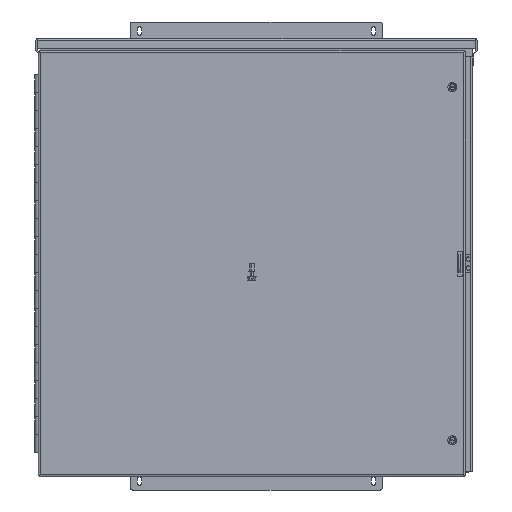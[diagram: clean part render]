
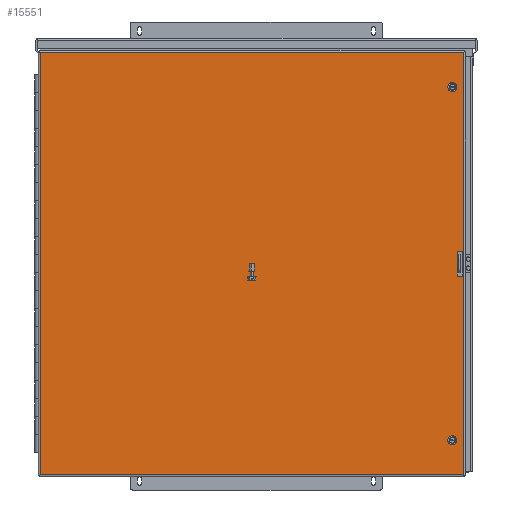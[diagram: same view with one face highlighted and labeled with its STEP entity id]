
A CAD part, front view. The second image highlights one B-rep face of the part: STEP entity #15551.
In plain terms, the highlighted planar face has unit normal (0, -1, 0).
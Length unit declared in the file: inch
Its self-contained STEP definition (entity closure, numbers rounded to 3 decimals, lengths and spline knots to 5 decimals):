
#532 = CARTESIAN_POINT ( 'NONE',  ( 11.508, -8.172, -12.163 ) ) ;
#597 = CARTESIAN_POINT ( 'NONE',  ( 11.017, -8.172, -10.241 ) ) ;
#644 = EDGE_LOOP ( 'NONE', ( #8992, #22252, #22415, #21337 ) ) ;
#786 = VERTEX_POINT ( 'NONE', #6881 ) ;
#818 = CARTESIAN_POINT ( 'NONE',  ( -12.026, -8.172, 11.306 ) ) ;
#1237 = VECTOR ( 'NONE', #13070, 39.37008 ) ;
#1376 = VERTEX_POINT ( 'NONE', #7815 ) ;
#1628 = VERTEX_POINT ( 'NONE', #818 ) ;
#1786 = VERTEX_POINT ( 'NONE', #13929 ) ;
#1981 = EDGE_LOOP ( 'NONE', ( #19652, #10710 ) ) ;
#2070 = ORIENTED_EDGE ( 'NONE', *, *, #26332, .T. ) ;
#2301 = CARTESIAN_POINT ( 'NONE',  ( 10.884, -8.172, 9.384 ) ) ;
#2416 = ORIENTED_EDGE ( 'NONE', *, *, #8038, .T. ) ;
#2730 = CARTESIAN_POINT ( 'NONE',  ( 10.884, -8.172, -10.241 ) ) ;
#3370 = EDGE_CURVE ( 'NONE', #26749, #10389, #15881, .T. ) ;
#4064 = CARTESIAN_POINT ( 'NONE',  ( 11.508, -8.172, -12.163 ) ) ;
#4317 = LINE ( 'NONE', #14646, #16448 ) ;
#4761 = AXIS2_PLACEMENT_3D ( 'NONE', #2301, #27590, #12642 ) ;
#4951 = AXIS2_PLACEMENT_3D ( 'NONE', #17812, #10979, #11256 ) ;
#5696 = AXIS2_PLACEMENT_3D ( 'NONE', #4064, #21063, #12695 ) ;
#5751 = EDGE_CURVE ( 'NONE', #1628, #1376, #25525, .T. ) ;
#5780 = EDGE_CURVE ( 'NONE', #13508, #1628, #4317, .T. ) ;
#6036 = CARTESIAN_POINT ( 'NONE',  ( 10.751, -8.172, -10.241 ) ) ;
#6282 = DIRECTION ( 'NONE',  ( 0., 0., 1. ) ) ;
#6803 = LINE ( 'NONE', #532, #25347 ) ;
#6881 = CARTESIAN_POINT ( 'NONE',  ( 11.45975, -8.172, 0.259 ) ) ;
#6942 = DIRECTION ( 'NONE',  ( 0., 0., 1. ) ) ;
#7773 = DIRECTION ( 'NONE',  ( 1., 0., 0. ) ) ;
#7815 = CARTESIAN_POINT ( 'NONE',  ( -12.026, -8.172, -12.163 ) ) ;
#8038 = EDGE_CURVE ( 'NONE', #786, #1786, #13939, .T. ) ;
#8083 = FACE_BOUND ( 'NONE', #15459, .T. ) ;
#8182 = DIRECTION ( 'NONE',  ( -1., 0., 0. ) ) ;
#8986 = DIRECTION ( 'NONE',  ( 0., 1., 0. ) ) ;
#8992 = ORIENTED_EDGE ( 'NONE', *, *, #5780, .T. ) ;
#9265 = ORIENTED_EDGE ( 'NONE', *, *, #14886, .T. ) ;
#9804 = AXIS2_PLACEMENT_3D ( 'NONE', #11975, #22578, #7773 ) ;
#10180 = FACE_BOUND ( 'NONE', #14433, .T. ) ;
#10389 = VERTEX_POINT ( 'NONE', #12567 ) ;
#10573 = CARTESIAN_POINT ( 'NONE',  ( 11.45975, -8.172, 0.259 ) ) ;
#10710 = ORIENTED_EDGE ( 'NONE', *, *, #3370, .T. ) ;
#10725 = EDGE_CURVE ( 'NONE', #1786, #18423, #20897, .T. ) ;
#10979 = DIRECTION ( 'NONE',  ( 0., 1., 0. ) ) ;
#10996 = VECTOR ( 'NONE', #8182, 39.37008 ) ;
#11256 = DIRECTION ( 'NONE',  ( 1., 0., 0. ) ) ;
#11975 = CARTESIAN_POINT ( 'NONE',  ( 10.884, -8.172, -10.241 ) ) ;
#12340 = CIRCLE ( 'NONE', #21693, 0.133 ) ;
#12425 = LINE ( 'NONE', #25411, #19913 ) ;
#12567 = CARTESIAN_POINT ( 'NONE',  ( 11.017, -8.172, 9.384 ) ) ;
#12642 = DIRECTION ( 'NONE',  ( 1., 0., 0. ) ) ;
#12695 = DIRECTION ( 'NONE',  ( 1., 0., 0. ) ) ;
#13070 = DIRECTION ( 'NONE',  ( 1., 0., 0. ) ) ;
#13508 = VERTEX_POINT ( 'NONE', #15093 ) ;
#13836 = CIRCLE ( 'NONE', #9804, 0.133 ) ;
#13929 = CARTESIAN_POINT ( 'NONE',  ( 11.45975, -8.172, -1.116 ) ) ;
#13939 = LINE ( 'NONE', #27212, #15321 ) ;
#14336 = CARTESIAN_POINT ( 'NONE',  ( 11.14725, -8.172, -1.116 ) ) ;
#14344 = EDGE_CURVE ( 'NONE', #19236, #17891, #12340, .T. ) ;
#14433 = EDGE_LOOP ( 'NONE', ( #2416, #20835, #9265, #2070 ) ) ;
#14646 = CARTESIAN_POINT ( 'NONE',  ( 11.508, -8.172, 11.306 ) ) ;
#14886 = EDGE_CURVE ( 'NONE', #18423, #17981, #12425, .T. ) ;
#15093 = CARTESIAN_POINT ( 'NONE',  ( 11.508, -8.172, 11.306 ) ) ;
#15167 = ORIENTED_EDGE ( 'NONE', *, *, #18109, .T. ) ;
#15184 = CIRCLE ( 'NONE', #4951, 0.133 ) ;
#15298 = LINE ( 'NONE', #10573, #1237 ) ;
#15321 = VECTOR ( 'NONE', #23013, 39.37008 ) ;
#15459 = EDGE_LOOP ( 'NONE', ( #22523, #15167 ) ) ;
#15551 = ADVANCED_FACE ( 'NONE', ( #18965, #16602, #10180, #8083 ), #20778, .T. ) ;
#15691 = EDGE_CURVE ( 'NONE', #20349, #13508, #6803, .T. ) ;
#15881 = CIRCLE ( 'NONE', #4761, 0.133 ) ;
#16448 = VECTOR ( 'NONE', #21334, 39.37008 ) ;
#16602 = FACE_BOUND ( 'NONE', #1981, .T. ) ;
#16646 = EDGE_CURVE ( 'NONE', #1376, #20349, #20637, .T. ) ;
#17276 = CARTESIAN_POINT ( 'NONE',  ( -12.026, -8.172, -12.163 ) ) ;
#17624 = CARTESIAN_POINT ( 'NONE',  ( 11.508, -8.172, -12.163 ) ) ;
#17812 = CARTESIAN_POINT ( 'NONE',  ( 10.884, -8.172, 9.384 ) ) ;
#17891 = VERTEX_POINT ( 'NONE', #6036 ) ;
#17981 = VERTEX_POINT ( 'NONE', #20061 ) ;
#18109 = EDGE_CURVE ( 'NONE', #17891, #19236, #13836, .T. ) ;
#18423 = VERTEX_POINT ( 'NONE', #20035 ) ;
#18484 = EDGE_CURVE ( 'NONE', #10389, #26749, #15184, .T. ) ;
#18965 = FACE_OUTER_BOUND ( 'NONE', #644, .T. ) ;
#19186 = CARTESIAN_POINT ( 'NONE',  ( 10.751, -8.172, 9.384 ) ) ;
#19236 = VERTEX_POINT ( 'NONE', #597 ) ;
#19469 = DIRECTION ( 'NONE',  ( 1., 0., 0. ) ) ;
#19652 = ORIENTED_EDGE ( 'NONE', *, *, #18484, .T. ) ;
#19913 = VECTOR ( 'NONE', #6282, 39.37008 ) ;
#20035 = CARTESIAN_POINT ( 'NONE',  ( 11.14725, -8.172, -1.116 ) ) ;
#20061 = CARTESIAN_POINT ( 'NONE',  ( 11.14725, -8.172, 0.259 ) ) ;
#20349 = VERTEX_POINT ( 'NONE', #17624 ) ;
#20637 = LINE ( 'NONE', #27086, #20714 ) ;
#20714 = VECTOR ( 'NONE', #27359, 39.37008 ) ;
#20778 = PLANE ( 'NONE',  #5696 ) ;
#20835 = ORIENTED_EDGE ( 'NONE', *, *, #10725, .T. ) ;
#20897 = LINE ( 'NONE', #14336, #10996 ) ;
#21063 = DIRECTION ( 'NONE',  ( 0., -1., 0. ) ) ;
#21334 = DIRECTION ( 'NONE',  ( -1., 0., 0. ) ) ;
#21337 = ORIENTED_EDGE ( 'NONE', *, *, #15691, .T. ) ;
#21693 = AXIS2_PLACEMENT_3D ( 'NONE', #2730, #8986, #19469 ) ;
#22252 = ORIENTED_EDGE ( 'NONE', *, *, #5751, .T. ) ;
#22415 = ORIENTED_EDGE ( 'NONE', *, *, #16646, .T. ) ;
#22523 = ORIENTED_EDGE ( 'NONE', *, *, #14344, .T. ) ;
#22578 = DIRECTION ( 'NONE',  ( 0., 1., 0. ) ) ;
#23013 = DIRECTION ( 'NONE',  ( 0., 0., -1. ) ) ;
#25347 = VECTOR ( 'NONE', #6942, 39.37008 ) ;
#25411 = CARTESIAN_POINT ( 'NONE',  ( 11.14725, -8.172, 0.259 ) ) ;
#25525 = LINE ( 'NONE', #17276, #26717 ) ;
#25800 = DIRECTION ( 'NONE',  ( 0., 0., -1. ) ) ;
#26332 = EDGE_CURVE ( 'NONE', #17981, #786, #15298, .T. ) ;
#26717 = VECTOR ( 'NONE', #25800, 39.37008 ) ;
#26749 = VERTEX_POINT ( 'NONE', #19186 ) ;
#27086 = CARTESIAN_POINT ( 'NONE',  ( 11.508, -8.172, -12.163 ) ) ;
#27212 = CARTESIAN_POINT ( 'NONE',  ( 11.45975, -8.172, -1.116 ) ) ;
#27359 = DIRECTION ( 'NONE',  ( 1., 0., 0. ) ) ;
#27590 = DIRECTION ( 'NONE',  ( 0., 1., 0. ) ) ;
